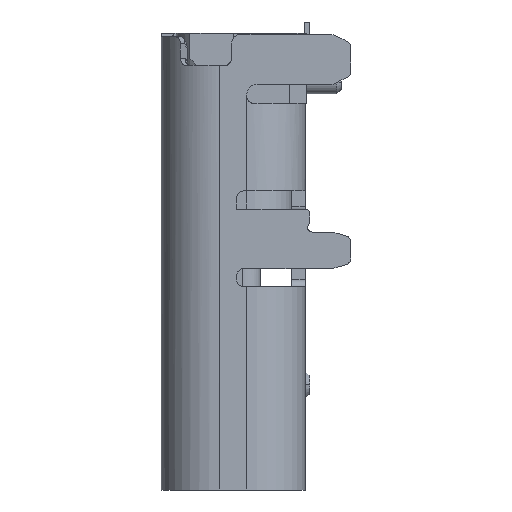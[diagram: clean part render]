
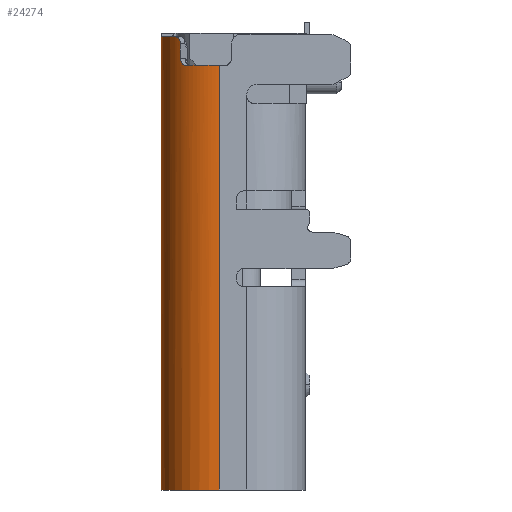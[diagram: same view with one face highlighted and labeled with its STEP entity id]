
A CAD part, left-side view. The second image highlights one B-rep face of the part: STEP entity #24274.
In plain terms, the highlighted cylindrical face has radius 1.28 mm (diameter 2.56 mm), a partial arc.
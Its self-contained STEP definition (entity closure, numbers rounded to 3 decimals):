
#4767=CARTESIAN_POINT('',(-3.19,0.295,-11.558));
#4768=DIRECTION('',(0.,0.,1.));
#4769=DIRECTION('',(0.,1.,0.));
#4770=AXIS2_PLACEMENT_3D('',#4767,#4768,#4769);
#7928=DIRECTION('',(0.,0.,-1.));
#7929=VECTOR('',#7928,9.3);
#7930=CARTESIAN_POINT('',(-4.47,0.295,-2.258));
#7931=LINE('',#7930,#7929);
#7932=DIRECTION('',(0.,0.,1.));
#7933=VECTOR('',#7932,9.925);
#7934=CARTESIAN_POINT('',(-3.19,1.575,
-11.558));
#7935=LINE('',#7934,#7933);
#7936=CARTESIAN_POINT('',(-4.031,1.26,
-1.633));
#7937=CARTESIAN_POINT('',(-4.046,1.247,
-1.633));
#7938=CARTESIAN_POINT('',(-4.071,1.224,
-1.639));
#7939=CARTESIAN_POINT('',(-4.101,1.195,
-1.66));
#7940=CARTESIAN_POINT('',(-4.125,1.169,
-1.694));
#7941=CARTESIAN_POINT('',(-4.139,1.154,
-1.737));
#7942=CARTESIAN_POINT('',(-4.143,1.15,
-1.767));
#7943=CARTESIAN_POINT('',(-4.143,1.15,
-1.783));
#7945=DIRECTION('',(0.,0.,-1.));
#7946=VECTOR('',#7945,0.325);
#7947=CARTESIAN_POINT('',(-4.143,1.15,
-1.783));
#7948=LINE('',#7947,#7946);
#7949=CARTESIAN_POINT('',(-4.143,1.15,
-2.108));
#7950=CARTESIAN_POINT('',(-4.143,1.15,
-2.123));
#7951=CARTESIAN_POINT('',(-4.145,1.147,
-2.152));
#7952=CARTESIAN_POINT('',(-4.16,1.13,
-2.197));
#7953=CARTESIAN_POINT('',(-4.182,1.104,
-2.23));
#7954=CARTESIAN_POINT('',(-4.209,1.07,
-2.253));
#7955=CARTESIAN_POINT('',(-4.228,1.044,
-2.258));
#7956=CARTESIAN_POINT('',(-4.237,1.031,
-2.258));
#7995=CARTESIAN_POINT('',(-3.19,0.295,-1.633));
#7996=DIRECTION('',(0.,0.,-1.));
#7997=DIRECTION('',(-0.657,0.754,0.));
#7998=AXIS2_PLACEMENT_3D('',#7995,#7996,#7997);
#8163=CARTESIAN_POINT('',(-3.19,0.295,-2.258));
#8164=DIRECTION('',(0.,0.,-1.));
#8165=DIRECTION('',(-0.921,0.391,0.));
#8166=AXIS2_PLACEMENT_3D('',#8163,#8164,#8165);
#8216=CARTESIAN_POINT('',(-3.19,0.295,-2.258));
#8217=DIRECTION('',(0.,0.,-1.));
#8218=DIRECTION('',(-0.98,0.197,0.));
#8219=AXIS2_PLACEMENT_3D('',#8216,#8217,#8218);
#8221=CARTESIAN_POINT('',(-3.19,0.295,-2.258));
#8222=DIRECTION('',(0.,0.,-1.));
#8223=DIRECTION('',(-1.,0.,0.));
#8224=AXIS2_PLACEMENT_3D('',#8221,#8222,#8223);
#11203=CARTESIAN_POINT('',(-3.19,1.575,
-11.558));
#11204=VERTEX_POINT('',#11203);
#11205=CARTESIAN_POINT('',(-4.47,0.295,-11.558));
#11206=VERTEX_POINT('',#11205);
#12587=CARTESIAN_POINT('',(-3.19,1.575,
-1.633));
#12588=VERTEX_POINT('',#12587);
#12727=CARTESIAN_POINT('',(-4.031,1.26,
-1.633));
#12728=VERTEX_POINT('',#12727);
#12825=CARTESIAN_POINT('',(-4.47,0.295,-2.258));
#12826=VERTEX_POINT('',#12825);
#13175=VERTEX_POINT('',#7943);
#13176=CARTESIAN_POINT('',(-4.143,1.15,
-2.108));
#13177=VERTEX_POINT('',#13176);
#13178=VERTEX_POINT('',#7956);
#13179=CARTESIAN_POINT('',(-4.368,0.795,
-2.258));
#13180=VERTEX_POINT('',#13179);
#13181=CARTESIAN_POINT('',(-4.445,0.547,
-2.258));
#13182=VERTEX_POINT('',#13181);
#24250=CARTESIAN_POINT('',(-3.19,0.295,-1.434));
#24251=DIRECTION('',(0.,0.,-1.));
#24252=DIRECTION('',(-0.999,-0.051,0.));
#24253=AXIS2_PLACEMENT_3D('',#24250,#24251,#24252);
#24254=CYLINDRICAL_SURFACE('',#24253,1.28);
#24255=ORIENTED_EDGE('',*,*,#16819,.T.);
#24256=ORIENTED_EDGE('',*,*,#18887,.F.);
#24257=ORIENTED_EDGE('',*,*,#17376,.T.);
#24259=ORIENTED_EDGE('',*,*,#24258,.F.);
#24261=ORIENTED_EDGE('',*,*,#24260,.T.);
#24263=ORIENTED_EDGE('',*,*,#24262,.T.);
#24265=ORIENTED_EDGE('',*,*,#24264,.T.);
#24267=ORIENTED_EDGE('',*,*,#24266,.F.);
#24269=ORIENTED_EDGE('',*,*,#24268,.F.);
#24271=ORIENTED_EDGE('',*,*,#24270,.F.);
#24272=EDGE_LOOP('',(#24255,#24256,#24257,#24259,#24261,#24263,#24265,#24267,
#24269,#24271));
#24273=FACE_OUTER_BOUND('',#24272,.F.);
#4771=CIRCLE('',#4770,1.28);
#7944=B_SPLINE_CURVE_WITH_KNOTS('',3,(#7936,#7937,#7938,#7939,#7940,#7941,#7942,
#7943),.UNSPECIFIED.,.F.,.F.,(4,1,1,1,1,4),(0.,0.2,0.4,0.6,0.8,1.),
.UNSPECIFIED.);
#7957=B_SPLINE_CURVE_WITH_KNOTS('',3,(#7949,#7950,#7951,#7952,#7953,#7954,#7955,
#7956),.UNSPECIFIED.,.F.,.F.,(4,1,1,1,1,4),(0.,0.2,0.4,0.6,0.8,1.),
.UNSPECIFIED.);
#7999=CIRCLE('',#7998,1.28);
#8167=CIRCLE('',#8166,1.28);
#8220=CIRCLE('',#8219,1.28);
#8225=CIRCLE('',#8224,1.28);
#16819=EDGE_CURVE('',#12826,#11206,#7931,.T.);
#17376=EDGE_CURVE('',#11204,#12588,#7935,.T.);
#18887=EDGE_CURVE('',#11204,#11206,#4771,.T.);
#24258=EDGE_CURVE('',#12728,#12588,#7999,.T.);
#24260=EDGE_CURVE('',#12728,#13175,#7944,.T.);
#24262=EDGE_CURVE('',#13175,#13177,#7948,.T.);
#24264=EDGE_CURVE('',#13177,#13178,#7957,.T.);
#24266=EDGE_CURVE('',#13180,#13178,#8167,.T.);
#24268=EDGE_CURVE('',#13182,#13180,#8220,.T.);
#24270=EDGE_CURVE('',#12826,#13182,#8225,.T.);
#24274=ADVANCED_FACE('',(#24273),#24254,.T.);
